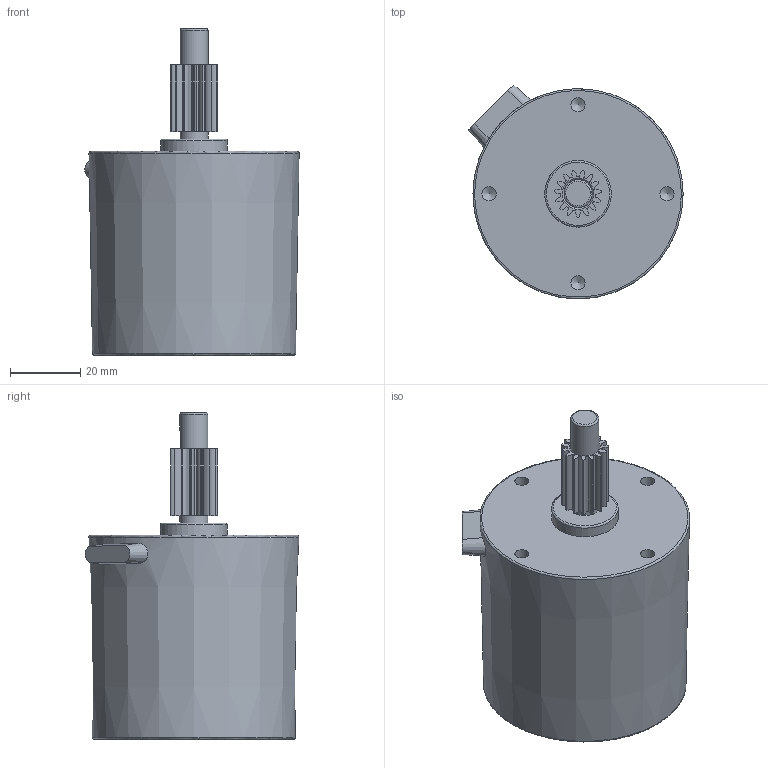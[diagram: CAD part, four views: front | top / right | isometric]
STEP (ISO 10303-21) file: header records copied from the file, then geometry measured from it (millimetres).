
FILE_DESCRIPTION (( 'STEP AP214' ), '1' );
FILE_NAME ('am-4258_15T NEO with 15T 32DP Pinion for EVO Gearboxes.STEP', '2020-06-08T17:36:41', ( '' ), ( '' ), 'SwSTEP 2.0', 'SolidWorks 2019', '' );
FILE_SCHEMA (( 'AUTOMOTIVE_DESIGN' ));
Length unit declared in the file: millimetre
Products named in the file (1): am-4258_15T NEO with 15T 32DP Pinion for EVO Gearboxes
Bounding box: 61.14 x 61.02 x 93.25 mm (x, y, z)
Volume: 162947.6 mm3; surface area: 19748.3 mm2
Topology: 2 solids, 2 shells, 94 faces, 253 edges, 167 vertices
Faces by surface type: cylinder 69, plane 12, cone 9, bspline 4
Full cylindrical faces by diameter (mm): 4.039 x4, 7.95 x1, 8 x1, 19.05 x1
Entity records: 4258 total; most frequent: CARTESIAN_POINT 833, DIRECTION 540, ORIENTED_EDGE 460, AXIS2_PLACEMENT_3D 233, EDGE_CURVE 230, VERTEX_POINT 162, CIRCLE 142, EDGE_LOOP 118
